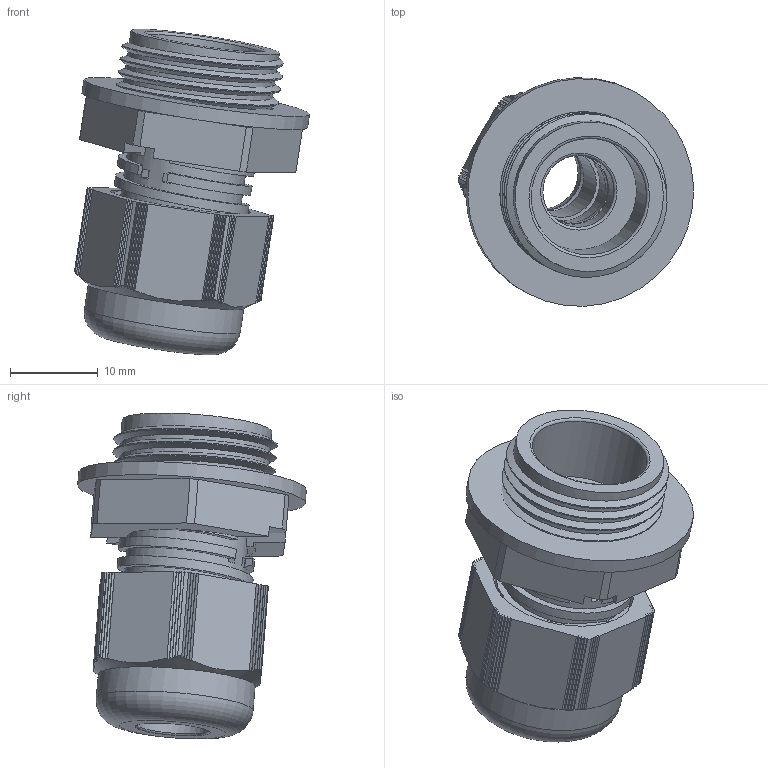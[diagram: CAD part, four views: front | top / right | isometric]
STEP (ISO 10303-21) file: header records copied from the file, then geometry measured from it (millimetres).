
FILE_DESCRIPTION(/* description */ ('Druckausgleichs- verschraubung PG 11'),/* implementation_level */ '2;1');
FILE_NAME(/* name */ '11087411-RST.stp',/* time_stamp */ '2020-03-31T13:51:10+02:00',/* author */ ('sl'),/* organization */ (''),/* preprocessor_version */ 'ST-DEVELOPER v16.5',/* originating_system */ 'Autodesk Inventor 2017',/* authorisation */ '');
FILE_SCHEMA (('AUTOMOTIVE_DESIGN { 1 0 10303 214 3 1 1 }'));
Length unit declared in the file: millimetre
Products named in the file (8): 11087411; 11087411_1; 13087409; 11087411_2; 13087409_1; 11087411_3; 11087411_4; 11078411
Assembly tree (7 placements, depth 2):
  11087411
    11087411_1
    13087409
    11087411_2
    13087409_1
    11087411_3
    11087411_4
    11078411
Bounding box: 26.77 x 26.02 x 37.09 mm (x, y, z)
Volume: 6976.4 mm3; surface area: 9528.9 mm2
Topology: 10 solids, 10 shells, 498 faces, 1421 edges, 941 vertices
Faces by surface type: plane 354, cylinder 83, torus 31, cone 18, bspline 12
Full cylindrical faces by diameter (mm): 7.84 x1, 7.97 x1, 8.14 x1, 8.2 x1, 8.63 x1, 10.47 x1, 10.67 x1, 10.8 x1, 10.94 x1, 11.24 x1, 13.28 x1, 13.69 x1, 13.9 x1, 14.11 x1, 16.11 x1, 17.078 x4, 17.6 x1, 17.92 x1, 26 x1
Entity records: 19146 total; most frequent: CARTESIAN_POINT 5972, DIRECTION 2776, ORIENTED_EDGE 2746, EDGE_CURVE 1373, AXIS2_PLACEMENT_3D 1046, VERTEX_POINT 925, LINE 684, VECTOR 684
